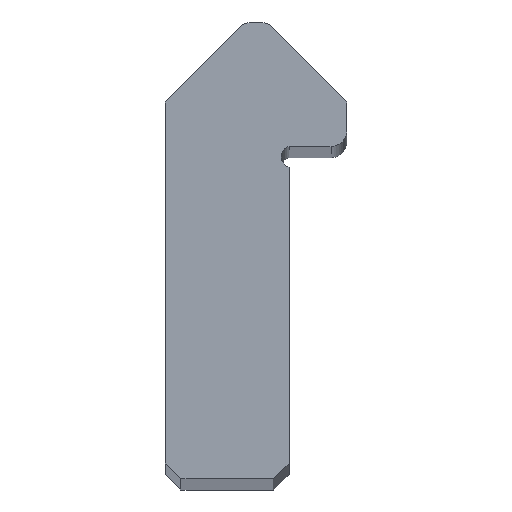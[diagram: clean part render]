
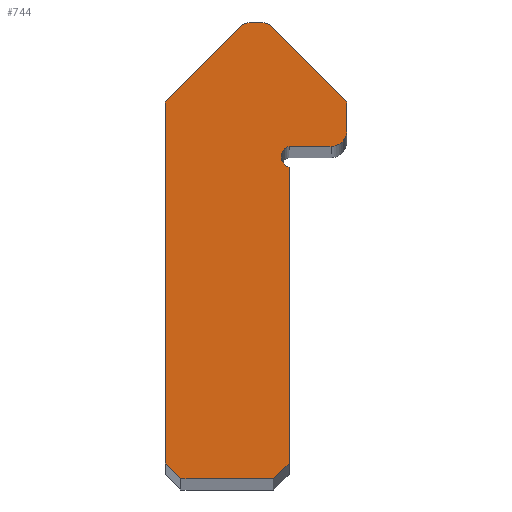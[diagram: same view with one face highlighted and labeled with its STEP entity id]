
A CAD part, top view. The second image highlights one B-rep face of the part: STEP entity #744.
In plain terms, the highlighted planar face has unit normal (0, 0, 1).
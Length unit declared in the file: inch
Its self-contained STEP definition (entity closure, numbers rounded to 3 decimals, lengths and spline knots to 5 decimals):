
#35 = CARTESIAN_POINT ( 'NONE',  ( -0.1715, -0.85193, 0. ) ) ;
#55 = LINE ( 'NONE', #370, #343 ) ;
#69 = ORIENTED_EDGE ( 'NONE', *, *, #553, .T. ) ;
#86 = DIRECTION ( 'NONE',  ( 0., 0., 1. ) ) ;
#110 = DIRECTION ( 'NONE',  ( 1., 0., 0. ) ) ;
#122 = VECTOR ( 'NONE', #110, 39.37008 ) ;
#131 = LINE ( 'NONE', #1236, #689 ) ;
#133 = CARTESIAN_POINT ( 'NONE',  ( 0.0625, -0.25493, 0. ) ) ;
#140 = CARTESIAN_POINT ( 'NONE',  ( 0.0325, -0.88193, 0. ) ) ;
#148 = ORIENTED_EDGE ( 'NONE', *, *, #757, .T. ) ;
#184 = CARTESIAN_POINT ( 'NONE',  ( 0.0625, -0.29366, 0. ) ) ;
#191 = EDGE_CURVE ( 'NONE', #232, #1050, #658, .T. ) ;
#194 = CIRCLE ( 'NONE', #1213, 0.02 ) ;
#214 = EDGE_CURVE ( 'NONE', #1277, #437, #1040, .T. ) ;
#216 = DIRECTION ( 'NONE',  ( 0., 0., 1. ) ) ;
#221 = DIRECTION ( 'NONE',  ( -1., 0., 0. ) ) ;
#232 = VERTEX_POINT ( 'NONE', #311 ) ;
#253 = ORIENTED_EDGE ( 'NONE', *, *, #530, .T. ) ;
#257 = AXIS2_PLACEMENT_3D ( 'NONE', #880, #1190, #1278 ) ;
#269 = DIRECTION ( 'NONE',  ( 0.707, -0.707, 0. ) ) ;
#281 = FACE_OUTER_BOUND ( 'NONE', #462, .T. ) ;
#282 = EDGE_CURVE ( 'NONE', #1080, #351, #194, .T. ) ;
#304 = EDGE_CURVE ( 'NONE', #912, #520, #1021, .T. ) ;
#308 = DIRECTION ( 'NONE',  ( -1., 0., 0. ) ) ;
#311 = CARTESIAN_POINT ( 'NONE',  ( -0.1709, -0.1709, 0. ) ) ;
#315 = DIRECTION ( 'NONE',  ( -0.707, -0.707, 0. ) ) ;
#319 = ORIENTED_EDGE ( 'NONE', *, *, #860, .T. ) ;
#320 = VECTOR ( 'NONE', #371, 39.37008 ) ;
#343 = VECTOR ( 'NONE', #269, 39.37008 ) ;
#349 = LINE ( 'NONE', #35, #1116 ) ;
#351 = VERTEX_POINT ( 'NONE', #133 ) ;
#370 = CARTESIAN_POINT ( 'NONE',  ( -0.1415, -0.88193, 0. ) ) ;
#371 = DIRECTION ( 'NONE',  ( 1., 0., 0. ) ) ;
#378 = LINE ( 'NONE', #1287, #948 ) ;
#407 = CARTESIAN_POINT ( 'NONE',  ( 0., -0.08485, 0. ) ) ;
#418 = CARTESIAN_POINT ( 'NONE',  ( -0.1415, -0.88193, 0. ) ) ;
#437 = VERTEX_POINT ( 'NONE', #1175 ) ;
#452 = CARTESIAN_POINT ( 'NONE',  ( -0.1715, -0.17686, 0. ) ) ;
#456 = ORIENTED_EDGE ( 'NONE', *, *, #214, .T. ) ;
#462 = EDGE_LOOP ( 'NONE', ( #771, #253, #586, #947, #571, #69, #634, #594, #817, #148, #800, #456, #319, #763 ) ) ;
#482 = CARTESIAN_POINT ( 'NONE',  ( 0.0625, -0.85193, 0. ) ) ;
#488 = CARTESIAN_POINT ( 'NONE',  ( 0.0625, -0.29366, 0. ) ) ;
#490 = PLANE ( 'NONE',  #257 ) ;
#505 = LINE ( 'NONE', #488, #1119 ) ;
#509 = CARTESIAN_POINT ( 'NONE',  ( -0.1715, -0.85193, 0. ) ) ;
#520 = VERTEX_POINT ( 'NONE', #140 ) ;
#521 = CARTESIAN_POINT ( 'NONE',  ( 0.0325, -0.88193, 0. ) ) ;
#530 = EDGE_CURVE ( 'NONE', #1050, #1124, #349, .T. ) ;
#533 = CARTESIAN_POINT ( 'NONE',  ( 0.02475, -0.02475, 0. ) ) ;
#553 = EDGE_CURVE ( 'NONE', #681, #1080, #505, .T. ) ;
#571 = ORIENTED_EDGE ( 'NONE', *, *, #604, .T. ) ;
#581 = CARTESIAN_POINT ( 'NONE',  ( 0.1709, -0.1709, 0. ) ) ;
#583 = EDGE_CURVE ( 'NONE', #351, #964, #903, .T. ) ;
#586 = ORIENTED_EDGE ( 'NONE', *, *, #1038, .T. ) ;
#594 = ORIENTED_EDGE ( 'NONE', *, *, #583, .T. ) ;
#596 = LINE ( 'NONE', #482, #1179 ) ;
#604 = EDGE_CURVE ( 'NONE', #520, #681, #596, .T. ) ;
#634 = ORIENTED_EDGE ( 'NONE', *, *, #282, .T. ) ;
#635 = CARTESIAN_POINT ( 'NONE',  ( 0.0675, -0.27429, 0. ) ) ;
#649 = CIRCLE ( 'NONE', #732, 0.03 ) ;
#651 = VERTEX_POINT ( 'NONE', #1315 ) ;
#658 = CIRCLE ( 'NONE', #679, 0.03 ) ;
#679 = AXIS2_PLACEMENT_3D ( 'NONE', #1136, #216, #1238 ) ;
#681 = VERTEX_POINT ( 'NONE', #717 ) ;
#689 = VECTOR ( 'NONE', #315, 39.37008 ) ;
#706 = EDGE_CURVE ( 'NONE', #960, #1277, #1262, .T. ) ;
#714 = VERTEX_POINT ( 'NONE', #715 ) ;
#715 = CARTESIAN_POINT ( 'NONE',  ( -0.02475, -0.02475, 0. ) ) ;
#717 = CARTESIAN_POINT ( 'NONE',  ( 0.0625, -0.85193, 0. ) ) ;
#724 = DIRECTION ( 'NONE',  ( 0., 0., -1. ) ) ;
#732 = AXIS2_PLACEMENT_3D ( 'NONE', #1008, #86, #1105 ) ;
#744 = ADVANCED_FACE ( 'NONE', ( #281 ), #490, .F. ) ;
#757 = EDGE_CURVE ( 'NONE', #651, #960, #378, .T. ) ;
#758 = CARTESIAN_POINT ( 'NONE',  ( 0.1415, -0.25493, 0. ) ) ;
#763 = ORIENTED_EDGE ( 'NONE', *, *, #959, .T. ) ;
#771 = ORIENTED_EDGE ( 'NONE', *, *, #191, .T. ) ;
#787 = DIRECTION ( 'NONE',  ( 0.707, 0.707, 0. ) ) ;
#788 = DIRECTION ( 'NONE',  ( 0., 1., 0. ) ) ;
#800 = ORIENTED_EDGE ( 'NONE', *, *, #706, .T. ) ;
#816 = DIRECTION ( 'NONE',  ( 0., 0., 1. ) ) ;
#817 = ORIENTED_EDGE ( 'NONE', *, *, #1118, .T. ) ;
#860 = EDGE_CURVE ( 'NONE', #437, #714, #1074, .T. ) ;
#880 = CARTESIAN_POINT ( 'NONE',  ( -0.1415, -0.17686, 0. ) ) ;
#897 = DIRECTION ( 'NONE',  ( 0., 1., 0. ) ) ;
#900 = CARTESIAN_POINT ( 'NONE',  ( 0.1415, -0.17686, 0. ) ) ;
#903 = LINE ( 'NONE', #991, #320 ) ;
#912 = VERTEX_POINT ( 'NONE', #418 ) ;
#947 = ORIENTED_EDGE ( 'NONE', *, *, #304, .T. ) ;
#948 = VECTOR ( 'NONE', #788, 39.37008 ) ;
#959 = EDGE_CURVE ( 'NONE', #714, #232, #131, .T. ) ;
#960 = VERTEX_POINT ( 'NONE', #1091 ) ;
#964 = VERTEX_POINT ( 'NONE', #758 ) ;
#991 = CARTESIAN_POINT ( 'NONE',  ( 0.1415, -0.25493, 0. ) ) ;
#1008 = CARTESIAN_POINT ( 'NONE',  ( 0.1415, -0.22493, 0. ) ) ;
#1014 = DIRECTION ( 'NONE',  ( 0., 0., 1. ) ) ;
#1021 = LINE ( 'NONE', #521, #122 ) ;
#1038 = EDGE_CURVE ( 'NONE', #1124, #912, #55, .T. ) ;
#1040 = LINE ( 'NONE', #533, #1087 ) ;
#1050 = VERTEX_POINT ( 'NONE', #452 ) ;
#1053 = AXIS2_PLACEMENT_3D ( 'NONE', #900, #1014, #1226 ) ;
#1074 = CIRCLE ( 'NONE', #1121, 0.065 ) ;
#1080 = VERTEX_POINT ( 'NONE', #184 ) ;
#1087 = VECTOR ( 'NONE', #1244, 39.37008 ) ;
#1091 = CARTESIAN_POINT ( 'NONE',  ( 0.1715, -0.17686, 0. ) ) ;
#1105 = DIRECTION ( 'NONE',  ( -1., 0., 0. ) ) ;
#1116 = VECTOR ( 'NONE', #1257, 39.37008 ) ;
#1118 = EDGE_CURVE ( 'NONE', #964, #651, #649, .T. ) ;
#1119 = VECTOR ( 'NONE', #897, 39.37008 ) ;
#1121 = AXIS2_PLACEMENT_3D ( 'NONE', #407, #816, #308 ) ;
#1124 = VERTEX_POINT ( 'NONE', #509 ) ;
#1136 = CARTESIAN_POINT ( 'NONE',  ( -0.1415, -0.17686, 0. ) ) ;
#1175 = CARTESIAN_POINT ( 'NONE',  ( 0.02475, -0.02475, 0. ) ) ;
#1179 = VECTOR ( 'NONE', #787, 39.37008 ) ;
#1190 = DIRECTION ( 'NONE',  ( 0., 0., -1. ) ) ;
#1213 = AXIS2_PLACEMENT_3D ( 'NONE', #635, #724, #221 ) ;
#1226 = DIRECTION ( 'NONE',  ( -1., 0., 0. ) ) ;
#1236 = CARTESIAN_POINT ( 'NONE',  ( -0.1709, -0.1709, 0. ) ) ;
#1238 = DIRECTION ( 'NONE',  ( -1., 0., 0. ) ) ;
#1244 = DIRECTION ( 'NONE',  ( -0.707, 0.707, 0. ) ) ;
#1257 = DIRECTION ( 'NONE',  ( 0., -1., 0. ) ) ;
#1262 = CIRCLE ( 'NONE', #1053, 0.03 ) ;
#1277 = VERTEX_POINT ( 'NONE', #581 ) ;
#1278 = DIRECTION ( 'NONE',  ( -1., 0., 0. ) ) ;
#1287 = CARTESIAN_POINT ( 'NONE',  ( 0.1715, -0.17686, 0. ) ) ;
#1315 = CARTESIAN_POINT ( 'NONE',  ( 0.1715, -0.22493, 0. ) ) ;
